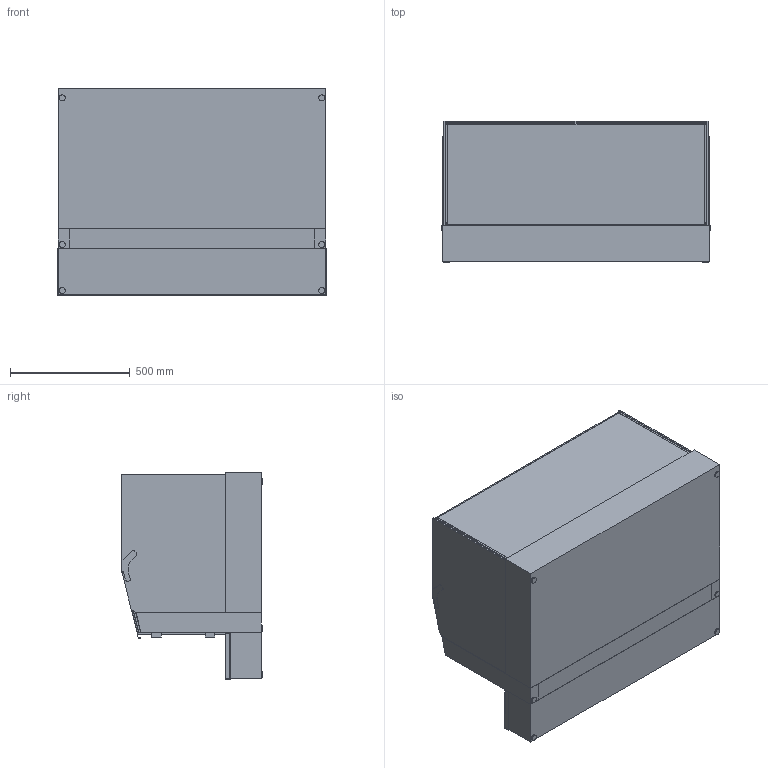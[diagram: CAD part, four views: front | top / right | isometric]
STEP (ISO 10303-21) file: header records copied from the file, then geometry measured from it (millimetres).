
FILE_DESCRIPTION (( 'STEP AP214' ), '1' );
FILE_NAME ('EU535103_Baisc A-111-59.STEP', '2022-05-24T12:46:44', ( '' ), ( '' ), 'SwSTEP 2.0', 'SolidWorks 2017', '' );
FILE_SCHEMA (( 'AUTOMOTIVE_DESIGN' ));
Length unit declared in the file: millimetre
Products named in the file (1): EU535103_Baisc A-111-59
Bounding box: 1119 x 589.7 x 865.3 mm (x, y, z)
Volume: 150583186.9 mm3; surface area: 11845207.7 mm2
Topology: 42 solids, 42 shells, 400 faces, 934 edges, 622 vertices
Faces by surface type: plane 340, cylinder 60
Full cylindrical faces by diameter (mm): 25 x6
Entity records: 12425 total; most frequent: CARTESIAN_POINT 1975, ORIENTED_EDGE 1856, DIRECTION 1842, EDGE_CURVE 928, LINE 800, VECTOR 800, VERTEX_POINT 622, AXIS2_PLACEMENT_3D 521
